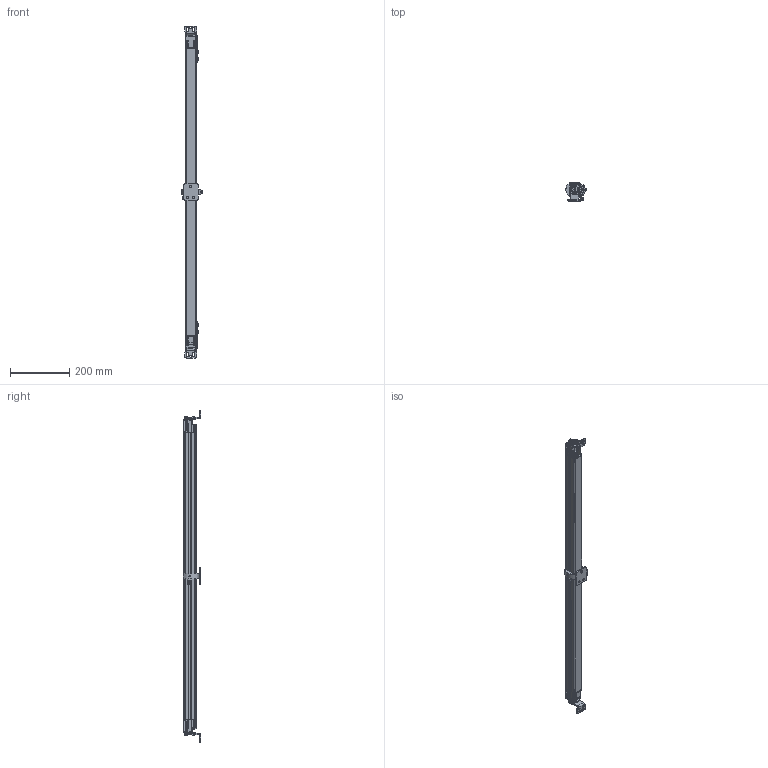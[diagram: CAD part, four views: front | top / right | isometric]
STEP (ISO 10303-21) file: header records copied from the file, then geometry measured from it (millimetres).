
FILE_DESCRIPTION((''),'2;1');
FILE_NAME('192979_ASM','2018-03-08T',('pdmadmin'),('BANNER ENGINEERING'),'CREO PARAMETRIC BY PTC INC, 2016260','CREO PARAMETRIC BY PTC INC, 2016260','');
FILE_SCHEMA(('CONFIG_CONTROL_DESIGN'));
Products named in the file (20): 172751; 168214; 114466; 175610_174120; 174121; 174123; 174122; 175610_ASM; 178815; 178815_SPLINE; 172297_ASSEMBLED; 175513; PEM_PIN_FH-5MM-8; 175513_ASM; 58892; 175514; 175516; 135029; 114483; 192979_ASM
Assembly tree (41 placements, depth 3):
  192979_ASM
    172751
    168214  x2
    114466  x8
    175610_ASM
      175610_174120
      174121
      174123
      174122  x2
    178815
    178815_SPLINE  x2
    172297_ASSEMBLED  x2
    175513_ASM  x2
      175513
      PEM_PIN_FH-5MM-8
    58892  x7
    175514  x2
    175516  x4
    135029
    114483
Bounding box: 68.64 x 60.5 x 1120.1 mm (x, y, z)
Volume: 742779.8 mm3; surface area: 526082.8 mm2
Topology: 42 solids, 65 shells, 4178 faces, 11276 edges, 7238 vertices
Faces by surface type: plane 2063, cylinder 1613, bspline 282, torus 86, cone 86, sphere 48
Entity records: 62875 total; most frequent: CARTESIAN_POINT 22656, ORIENTED_EDGE 8450, DIRECTION 8008, EDGE_CURVE 4251, VECTOR 2844, LINE 2844, VERTEX_POINT 2704, AXIS2_PLACEMENT_3D 2582
